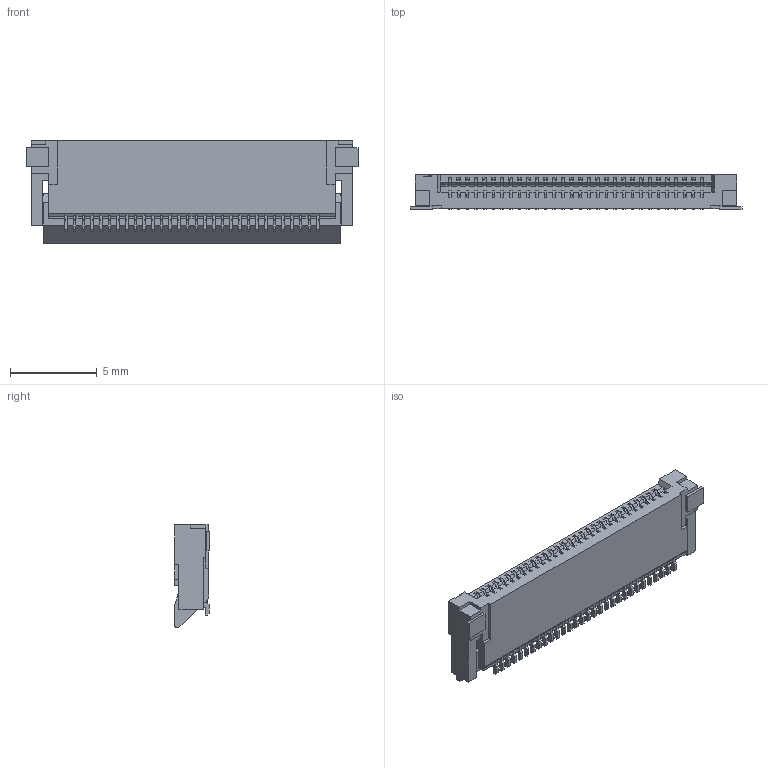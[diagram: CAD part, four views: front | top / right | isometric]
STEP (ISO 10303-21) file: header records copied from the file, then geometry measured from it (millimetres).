
FILE_DESCRIPTION(/* description */ (''),/* implementation_level */ '2;1');
FILE_NAME(/* name */ 'Omron XF2M-3015-1A v2.step',/* time_stamp */ '2018-03-24T00:01:36+00:00',/* author */ ('eric.n.tech'),/* organization */ (''),/* preprocessor_version */ 'ST-DEVELOPER v16.13',/* originating_system */ 'Autodesk Translation Framework v6.5.0.72',/* authorisation */ '');
FILE_SCHEMA (('AUTOMOTIVE_DESIGN { 1 0 10303 214 3 1 1 }'));
Length unit declared in the file: millimetre
Products named in the file (1): Omron XF2M-3015-1A
Bounding box: 19.1 x 2 x 5.9 mm (x, y, z)
Volume: 156 mm3; surface area: 588.1 mm2
Topology: 1 solids, 1 shells, 1163 faces, 3385 edges, 2256 vertices
Faces by surface type: plane 1162, cylinder 1
Entity records: 37639 total; most frequent: CARTESIAN_POINT 6805, ORIENTED_EDGE 6770, DIRECTION 5715, EDGE_CURVE 3385, LINE 3383, VECTOR 3383, VERTEX_POINT 2256, EDGE_LOOP 1195
